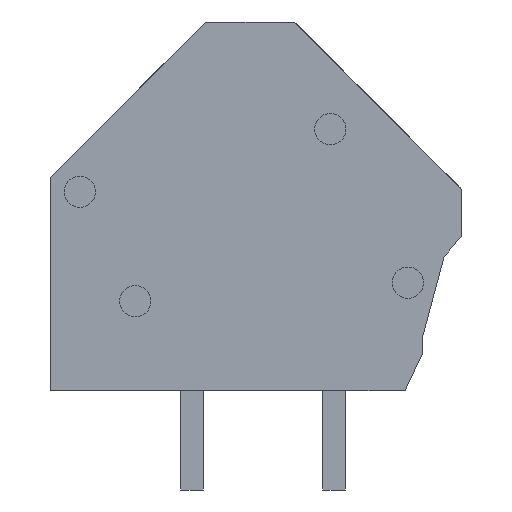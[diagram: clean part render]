
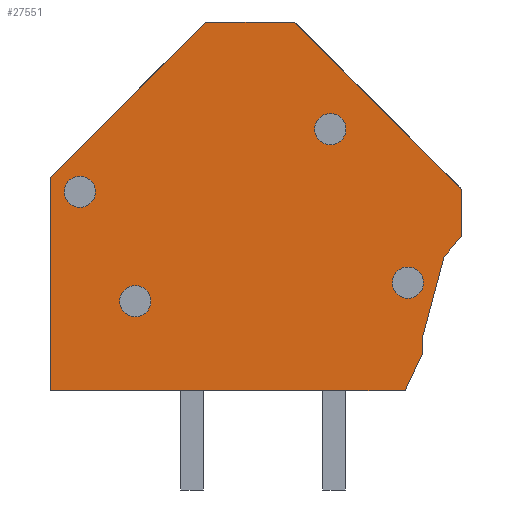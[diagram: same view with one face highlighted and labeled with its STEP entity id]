
A CAD part, left-side view. The second image highlights one B-rep face of the part: STEP entity #27551.
In plain terms, the highlighted planar face has unit normal (-1, 0, 0).
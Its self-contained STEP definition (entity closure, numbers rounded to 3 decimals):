
#27464=AXIS2_PLACEMENT_3D('Plane Axis2P3D',#27461,#27462,#27463) ;
#27481=AXIS2_PLACEMENT_3D('Circle Axis2P3D',#27479,#27480,$) ;
#27490=AXIS2_PLACEMENT_3D('Circle Axis2P3D',#27488,#27489,$) ;
#27499=AXIS2_PLACEMENT_3D('Circle Axis2P3D',#27497,#27498,$) ;
#27508=AXIS2_PLACEMENT_3D('Circle Axis2P3D',#27506,#27507,$) ;
#27517=AXIS2_PLACEMENT_3D('Circle Axis2P3D',#27515,#27516,$) ;
#27526=AXIS2_PLACEMENT_3D('Circle Axis2P3D',#27524,#27525,$) ;
#27535=AXIS2_PLACEMENT_3D('Circle Axis2P3D',#27533,#27534,$) ;
#27544=AXIS2_PLACEMENT_3D('Circle Axis2P3D',#27542,#27543,$) ;
#27136=CARTESIAN_POINT('Vertex',(0.7,2.,3.5)) ;
#27150=CARTESIAN_POINT('Vertex',(0.7,1.37,4.85)) ;
#27153=CARTESIAN_POINT('Line Origine',(0.7,1.685,4.175)) ;
#27181=CARTESIAN_POINT('Vertex',(0.7,1.37,5.45)) ;
#27184=CARTESIAN_POINT('Line Origine',(0.7,1.37,5.15)) ;
#27212=CARTESIAN_POINT('Vertex',(0.7,0.634,8.2)) ;
#27215=CARTESIAN_POINT('Line Origine',(0.7,1.002,6.825)) ;
#27243=CARTESIAN_POINT('Vertex',(0.7,0.,8.953)) ;
#27246=CARTESIAN_POINT('Line Origine',(0.7,0.317,8.577)) ;
#27274=CARTESIAN_POINT('Vertex',(0.7,0.,10.58)) ;
#27277=CARTESIAN_POINT('Line Origine',(0.7,0.,9.766)) ;
#27305=CARTESIAN_POINT('Vertex',(0.7,5.898,16.478)) ;
#27308=CARTESIAN_POINT('Line Origine',(0.7,2.949,13.529)) ;
#27336=CARTESIAN_POINT('Vertex',(0.7,9.022,16.478)) ;
#27339=CARTESIAN_POINT('Line Origine',(0.7,7.46,16.478)) ;
#27367=CARTESIAN_POINT('Vertex',(0.7,14.5,11.)) ;
#27370=CARTESIAN_POINT('Line Origine',(0.7,11.761,13.739)) ;
#27398=CARTESIAN_POINT('Vertex',(0.7,14.5,3.5)) ;
#27401=CARTESIAN_POINT('Line Origine',(0.7,14.5,7.25)) ;
#27429=CARTESIAN_POINT('Vertex',(0.7,12.7,3.5)) ;
#27432=CARTESIAN_POINT('Line Origine',(0.7,13.6,3.5)) ;
#27449=CARTESIAN_POINT('Line Origine',(0.7,7.35,3.5)) ;
#27461=CARTESIAN_POINT('Axis2P3D Location',(0.7,0.,0.)) ;
#27479=CARTESIAN_POINT('Axis2P3D Location',(0.7,13.45,10.5)) ;
#27483=CARTESIAN_POINT('Vertex',(0.7,12.9,10.5)) ;
#27485=CARTESIAN_POINT('Vertex',(0.7,14.,10.5)) ;
#27488=CARTESIAN_POINT('Axis2P3D Location',(0.7,13.45,10.5)) ;
#27497=CARTESIAN_POINT('Axis2P3D Location',(0.7,4.632,12.707)) ;
#27501=CARTESIAN_POINT('Vertex',(0.7,4.082,12.707)) ;
#27503=CARTESIAN_POINT('Vertex',(0.7,5.182,12.707)) ;
#27506=CARTESIAN_POINT('Axis2P3D Location',(0.7,4.632,12.707)) ;
#27515=CARTESIAN_POINT('Axis2P3D Location',(0.7,11.5,6.65)) ;
#27519=CARTESIAN_POINT('Vertex',(0.7,10.95,6.65)) ;
#27521=CARTESIAN_POINT('Vertex',(0.7,12.05,6.65)) ;
#27524=CARTESIAN_POINT('Axis2P3D Location',(0.7,11.5,6.65)) ;
#27533=CARTESIAN_POINT('Axis2P3D Location',(0.7,1.9,7.3)) ;
#27537=CARTESIAN_POINT('Vertex',(0.7,1.35,7.3)) ;
#27539=CARTESIAN_POINT('Vertex',(0.7,2.45,7.3)) ;
#27542=CARTESIAN_POINT('Axis2P3D Location',(0.7,1.9,7.3)) ;
#27154=DIRECTION('Vector Direction',(0.,-0.423,0.906)) ;
#27185=DIRECTION('Vector Direction',(0.,0.,1.)) ;
#27216=DIRECTION('Vector Direction',(0.,-0.259,0.966)) ;
#27247=DIRECTION('Vector Direction',(0.,-0.644,0.765)) ;
#27278=DIRECTION('Vector Direction',(0.,0.,-1.)) ;
#27309=DIRECTION('Vector Direction',(0.,0.707,0.707)) ;
#27340=DIRECTION('Vector Direction',(0.,-1.,0.)) ;
#27371=DIRECTION('Vector Direction',(0.,-0.707,0.707)) ;
#27402=DIRECTION('Vector Direction',(0.,0.,-1.)) ;
#27433=DIRECTION('Vector Direction',(0.,-1.,0.)) ;
#27450=DIRECTION('Vector Direction',(0.,-1.,0.)) ;
#27462=DIRECTION('Axis2P3D Direction',(-1.,0.,0.)) ;
#27463=DIRECTION('Axis2P3D XDirection',(0.,-1.,0.)) ;
#27480=DIRECTION('Axis2P3D Direction',(-1.,0.,0.)) ;
#27489=DIRECTION('Axis2P3D Direction',(-1.,0.,0.)) ;
#27498=DIRECTION('Axis2P3D Direction',(-1.,0.,0.)) ;
#27507=DIRECTION('Axis2P3D Direction',(-1.,0.,0.)) ;
#27516=DIRECTION('Axis2P3D Direction',(-1.,0.,0.)) ;
#27525=DIRECTION('Axis2P3D Direction',(-1.,0.,0.)) ;
#27534=DIRECTION('Axis2P3D Direction',(-1.,0.,0.)) ;
#27543=DIRECTION('Axis2P3D Direction',(-1.,0.,0.)) ;
#27155=VECTOR('Line Direction',#27154,1.) ;
#27186=VECTOR('Line Direction',#27185,1.) ;
#27217=VECTOR('Line Direction',#27216,1.) ;
#27248=VECTOR('Line Direction',#27247,1.) ;
#27279=VECTOR('Line Direction',#27278,1.) ;
#27310=VECTOR('Line Direction',#27309,1.) ;
#27341=VECTOR('Line Direction',#27340,1.) ;
#27372=VECTOR('Line Direction',#27371,1.) ;
#27403=VECTOR('Line Direction',#27402,1.) ;
#27434=VECTOR('Line Direction',#27433,1.) ;
#27451=VECTOR('Line Direction',#27450,1.) ;
#27467=ORIENTED_EDGE('',*,*,#27157,.T.) ;
#27468=ORIENTED_EDGE('',*,*,#27188,.T.) ;
#27469=ORIENTED_EDGE('',*,*,#27219,.T.) ;
#27470=ORIENTED_EDGE('',*,*,#27250,.T.) ;
#27471=ORIENTED_EDGE('',*,*,#27281,.T.) ;
#27472=ORIENTED_EDGE('',*,*,#27312,.T.) ;
#27473=ORIENTED_EDGE('',*,*,#27343,.T.) ;
#27474=ORIENTED_EDGE('',*,*,#27374,.T.) ;
#27475=ORIENTED_EDGE('',*,*,#27405,.T.) ;
#27476=ORIENTED_EDGE('',*,*,#27436,.T.) ;
#27477=ORIENTED_EDGE('',*,*,#27453,.T.) ;
#27494=ORIENTED_EDGE('',*,*,#27487,.F.) ;
#27495=ORIENTED_EDGE('',*,*,#27492,.F.) ;
#27512=ORIENTED_EDGE('',*,*,#27505,.F.) ;
#27513=ORIENTED_EDGE('',*,*,#27510,.F.) ;
#27530=ORIENTED_EDGE('',*,*,#27523,.F.) ;
#27531=ORIENTED_EDGE('',*,*,#27528,.F.) ;
#27548=ORIENTED_EDGE('',*,*,#27541,.F.) ;
#27549=ORIENTED_EDGE('',*,*,#27546,.F.) ;
#27496=FACE_BOUND('',#27493,.T.) ;
#27514=FACE_BOUND('',#27511,.T.) ;
#27532=FACE_BOUND('',#27529,.T.) ;
#27550=FACE_BOUND('',#27547,.T.) ;
#27551=ADVANCED_FACE('End plate_LMZF_1\\Hauptkoerper',(#27478,#27496,#27514,#27532,#27550),#27465,.T.) ;
#27482=CIRCLE('generated circle',#27481,0.55) ;
#27491=CIRCLE('generated circle',#27490,0.55) ;
#27500=CIRCLE('generated circle',#27499,0.55) ;
#27509=CIRCLE('generated circle',#27508,0.55) ;
#27518=CIRCLE('generated circle',#27517,0.55) ;
#27527=CIRCLE('generated circle',#27526,0.55) ;
#27536=CIRCLE('generated circle',#27535,0.55) ;
#27545=CIRCLE('generated circle',#27544,0.55) ;
#27157=EDGE_CURVE('',#27137,#27151,#27156,.T.) ;
#27188=EDGE_CURVE('',#27151,#27182,#27187,.T.) ;
#27219=EDGE_CURVE('',#27182,#27213,#27218,.T.) ;
#27250=EDGE_CURVE('',#27213,#27244,#27249,.T.) ;
#27281=EDGE_CURVE('',#27244,#27275,#27280,.F.) ;
#27312=EDGE_CURVE('',#27275,#27306,#27311,.T.) ;
#27343=EDGE_CURVE('',#27306,#27337,#27342,.F.) ;
#27374=EDGE_CURVE('',#27337,#27368,#27373,.F.) ;
#27405=EDGE_CURVE('',#27368,#27399,#27404,.T.) ;
#27436=EDGE_CURVE('',#27399,#27430,#27435,.T.) ;
#27453=EDGE_CURVE('',#27430,#27137,#27452,.T.) ;
#27487=EDGE_CURVE('',#27484,#27486,#27482,.T.) ;
#27492=EDGE_CURVE('',#27486,#27484,#27491,.T.) ;
#27505=EDGE_CURVE('',#27502,#27504,#27500,.T.) ;
#27510=EDGE_CURVE('',#27504,#27502,#27509,.T.) ;
#27523=EDGE_CURVE('',#27520,#27522,#27518,.T.) ;
#27528=EDGE_CURVE('',#27522,#27520,#27527,.T.) ;
#27541=EDGE_CURVE('',#27538,#27540,#27536,.T.) ;
#27546=EDGE_CURVE('',#27540,#27538,#27545,.T.) ;
#27466=EDGE_LOOP('',(#27467,#27468,#27469,#27470,#27471,#27472,#27473,#27474,#27475,#27476,#27477)) ;
#27493=EDGE_LOOP('',(#27494,#27495)) ;
#27511=EDGE_LOOP('',(#27512,#27513)) ;
#27529=EDGE_LOOP('',(#27530,#27531)) ;
#27547=EDGE_LOOP('',(#27548,#27549)) ;
#27478=FACE_OUTER_BOUND('',#27466,.T.) ;
#27156=LINE('Line',#27153,#27155) ;
#27187=LINE('Line',#27184,#27186) ;
#27218=LINE('Line',#27215,#27217) ;
#27249=LINE('Line',#27246,#27248) ;
#27280=LINE('Line',#27277,#27279) ;
#27311=LINE('Line',#27308,#27310) ;
#27342=LINE('Line',#27339,#27341) ;
#27373=LINE('Line',#27370,#27372) ;
#27404=LINE('Line',#27401,#27403) ;
#27435=LINE('Line',#27432,#27434) ;
#27452=LINE('Line',#27449,#27451) ;
#27465=PLANE('',#27464) ;
#27137=VERTEX_POINT('',#27136) ;
#27151=VERTEX_POINT('',#27150) ;
#27182=VERTEX_POINT('',#27181) ;
#27213=VERTEX_POINT('',#27212) ;
#27244=VERTEX_POINT('',#27243) ;
#27275=VERTEX_POINT('',#27274) ;
#27306=VERTEX_POINT('',#27305) ;
#27337=VERTEX_POINT('',#27336) ;
#27368=VERTEX_POINT('',#27367) ;
#27399=VERTEX_POINT('',#27398) ;
#27430=VERTEX_POINT('',#27429) ;
#27484=VERTEX_POINT('',#27483) ;
#27486=VERTEX_POINT('',#27485) ;
#27502=VERTEX_POINT('',#27501) ;
#27504=VERTEX_POINT('',#27503) ;
#27520=VERTEX_POINT('',#27519) ;
#27522=VERTEX_POINT('',#27521) ;
#27538=VERTEX_POINT('',#27537) ;
#27540=VERTEX_POINT('',#27539) ;
